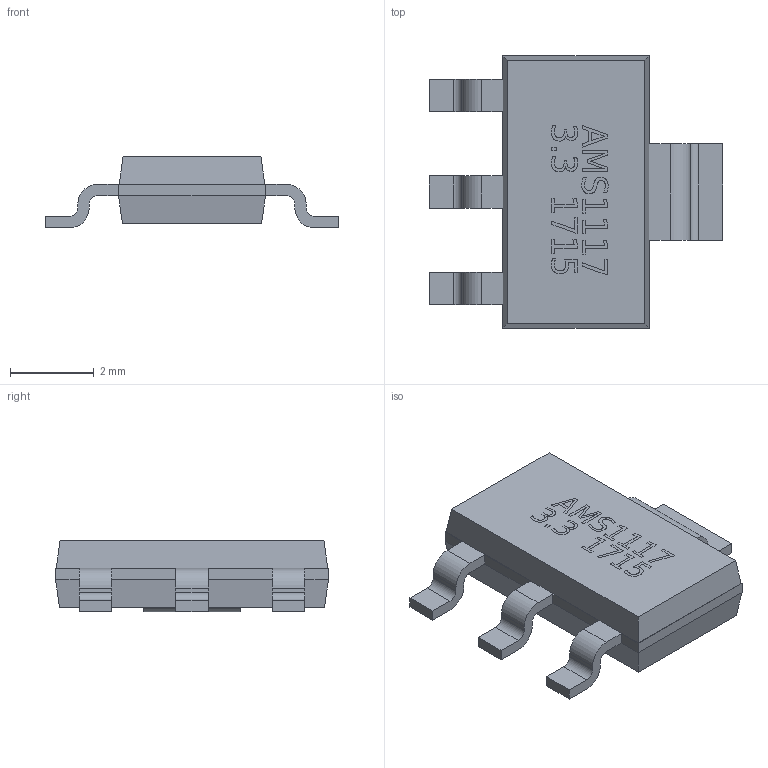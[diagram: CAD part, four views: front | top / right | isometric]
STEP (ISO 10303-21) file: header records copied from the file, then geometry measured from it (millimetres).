
FILE_DESCRIPTION(('FreeCAD Model'),'2;1');
FILE_NAME('Open CASCADE Shape Model','2023-06-28T13:49:40',('Author'),( ''),'Open CASCADE STEP processor 7.6','FreeCAD','Unknown');
FILE_SCHEMA(('AUTOMOTIVE_DESIGN { 1 0 10303 214 1 1 1 1 }'));
Length unit declared in the file: millimetre
Products named in the file (3): Part001; Extrude; SOT_223
Assembly tree (2 placements, depth 2):
  Part001
    Extrude
    SOT_223
Bounding box: 7 x 6.5 x 1.71 mm (x, y, z)
Volume: 37.7 mm3; surface area: 101.1 mm2
Topology: 15 solids, 15 shells, 314 faces, 824 edges, 540 vertices
Faces by surface type: extrusion 208, plane 74, bspline 16, cylinder 16
Entity records: 20921 total; most frequent: CARTESIAN_POINT 5233, DIRECTION 2000, VECTOR 1734, ORIENTED_EDGE 1648, PCURVE 1648, DEFINITIONAL_REPRESENTATION 1648, LINE 1526, B_SPLINE_CURVE_WITH_KNOTS 1090
